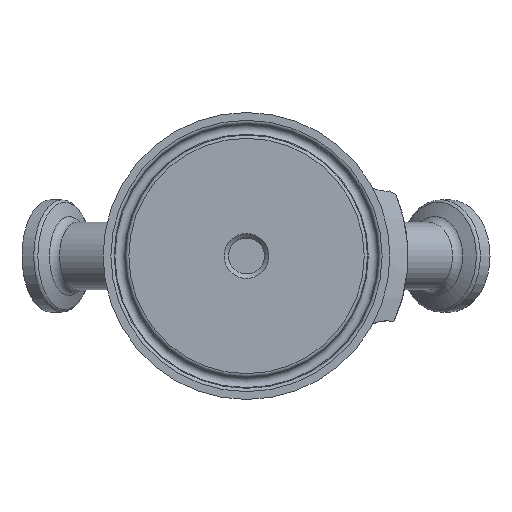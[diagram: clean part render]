
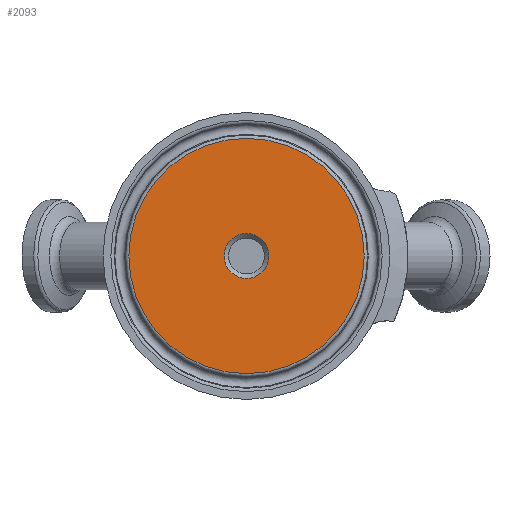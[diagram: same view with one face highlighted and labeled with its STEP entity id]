
A CAD part, front view. The second image highlights one B-rep face of the part: STEP entity #2093.
In plain terms, the highlighted planar face has unit normal (0, -1, 0).
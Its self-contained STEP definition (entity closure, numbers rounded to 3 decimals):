
#22=FACE_BOUND('',#564,.T.);
#456=FACE_OUTER_BOUND('',#563,.T.);
#563=EDGE_LOOP('',(#1768,#1769));
#564=EDGE_LOOP('',(#1770,#1771));
#746=CIRCLE('',#2365,26.247);
#747=CIRCLE('',#2366,26.247);
#749=CIRCLE('',#2369,5.);
#750=CIRCLE('',#2370,5.);
#962=VERTEX_POINT('',#3683);
#963=VERTEX_POINT('',#3684);
#964=VERTEX_POINT('',#3689);
#965=VERTEX_POINT('',#3690);
#1248=EDGE_CURVE('',#962,#963,#746,.T.);
#1249=EDGE_CURVE('',#963,#962,#747,.T.);
#1251=EDGE_CURVE('',#964,#965,#749,.T.);
#1252=EDGE_CURVE('',#965,#964,#750,.T.);
#1768=ORIENTED_EDGE('',*,*,#1248,.T.);
#1769=ORIENTED_EDGE('',*,*,#1249,.T.);
#1770=ORIENTED_EDGE('',*,*,#1251,.F.);
#1771=ORIENTED_EDGE('',*,*,#1252,.F.);
#2022=PLANE('',#2368);
#2093=ADVANCED_FACE('',(#456,#22),#2022,.T.);
#2365=AXIS2_PLACEMENT_3D('',#3685,#2943,#2944);
#2366=AXIS2_PLACEMENT_3D('',#3686,#2945,#2946);
#2368=AXIS2_PLACEMENT_3D('',#3688,#2949,#2950);
#2369=AXIS2_PLACEMENT_3D('',#3691,#2951,#2952);
#2370=AXIS2_PLACEMENT_3D('',#3692,#2953,#2954);
#2943=DIRECTION('center_axis',(0.,-1.,0.));
#2944=DIRECTION('ref_axis',(1.,0.,0.));
#2945=DIRECTION('center_axis',(0.,-1.,0.));
#2946=DIRECTION('ref_axis',(1.,0.,0.));
#2949=DIRECTION('center_axis',(0.,-1.,0.));
#2950=DIRECTION('ref_axis',(0.,0.,-1.));
#2951=DIRECTION('center_axis',(0.,-1.,0.));
#2952=DIRECTION('ref_axis',(1.,0.,0.));
#2953=DIRECTION('center_axis',(0.,-1.,0.));
#2954=DIRECTION('ref_axis',(1.,0.,0.));
#3683=CARTESIAN_POINT('',(26.247,0.,0.));
#3684=CARTESIAN_POINT('',(0.,0.,26.247));
#3685=CARTESIAN_POINT('Origin',(0.,0.,0.));
#3686=CARTESIAN_POINT('Origin',(0.,0.,0.));
#3688=CARTESIAN_POINT('Origin',(5.,0.,0.));
#3689=CARTESIAN_POINT('',(5.,0.,0.));
#3690=CARTESIAN_POINT('',(-5.,0.,0.));
#3691=CARTESIAN_POINT('Origin',(0.,0.,0.));
#3692=CARTESIAN_POINT('Origin',(0.,0.,0.));
